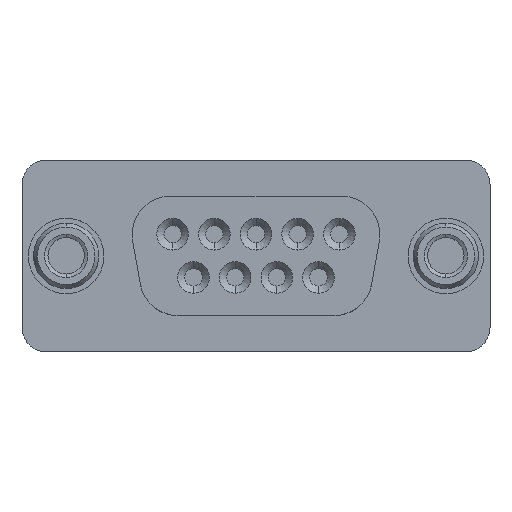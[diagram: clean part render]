
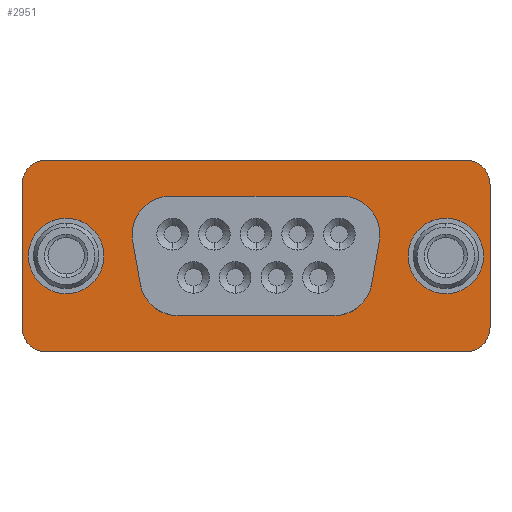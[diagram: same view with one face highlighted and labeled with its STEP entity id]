
A CAD part, top view. The second image highlights one B-rep face of the part: STEP entity #2951.
In plain terms, the highlighted planar face has unit normal (0, 0, 1).
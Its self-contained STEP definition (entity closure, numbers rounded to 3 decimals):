
#830=DIRECTION('',(1.,0.,0.));
#831=VECTOR('',#830,27.661);
#832=CARTESIAN_POINT('',(-13.83,-6.299,-6.172));
#833=LINE('',#832,#831);
#966=CARTESIAN_POINT('',(13.83,4.724,-6.172));
#967=DIRECTION('',(0.,0.,1.));
#968=DIRECTION('',(1.,0.,0.));
#969=AXIS2_PLACEMENT_3D('',#966,#967,#968);
#971=CARTESIAN_POINT('',(13.83,-4.724,-6.172));
#972=DIRECTION('',(0.,0.,1.));
#973=DIRECTION('',(0.,-1.,0.));
#974=AXIS2_PLACEMENT_3D('',#971,#972,#973);
#976=CARTESIAN_POINT('',(-13.83,-4.724,-6.172));
#977=DIRECTION('',(0.,0.,1.));
#978=DIRECTION('',(-1.,0.,0.));
#979=AXIS2_PLACEMENT_3D('',#976,#977,#978);
#981=CARTESIAN_POINT('',(-13.83,4.724,-6.172));
#982=DIRECTION('',(0.,0.,1.));
#983=DIRECTION('',(0.,1.,0.));
#984=AXIS2_PLACEMENT_3D('',#981,#982,#983);
#986=DIRECTION('',(1.,0.,0.));
#987=VECTOR('',#986,27.661);
#988=CARTESIAN_POINT('',(-13.83,6.299,-6.172));
#989=LINE('',#988,#987);
#990=CARTESIAN_POINT('',(12.497,0.,-6.172));
#991=DIRECTION('',(0.,0.,1.));
#992=DIRECTION('',(1.,0.,0.));
#993=AXIS2_PLACEMENT_3D('',#990,#991,#992);
#995=CARTESIAN_POINT('',(12.497,0.,-6.172));
#996=DIRECTION('',(0.,0.,1.));
#997=DIRECTION('',(-1.,0.,0.));
#998=AXIS2_PLACEMENT_3D('',#995,#996,#997);
#1000=CARTESIAN_POINT('',(-12.497,0.,-6.172));
#1001=DIRECTION('',(0.,0.,1.));
#1002=DIRECTION('',(1.,0.,0.));
#1003=AXIS2_PLACEMENT_3D('',#1000,#1001,#1002);
#1005=CARTESIAN_POINT('',(-12.497,0.,-6.172));
#1006=DIRECTION('',(0.,0.,1.));
#1007=DIRECTION('',(-1.,0.,0.));
#1008=AXIS2_PLACEMENT_3D('',#1005,#1006,#1007);
#1018=DIRECTION('',(0.,-1.,0.));
#1019=VECTOR('',#1018,9.449);
#1020=CARTESIAN_POINT('',(15.405,4.724,-6.172));
#1021=LINE('',#1020,#1019);
#1093=DIRECTION('',(0.,-1.,0.));
#1094=VECTOR('',#1093,9.449);
#1095=CARTESIAN_POINT('',(-15.405,4.724,-6.172));
#1096=LINE('',#1095,#1094);
#1474=CARTESIAN_POINT('',(15.405,4.724,-6.172));
#1475=CARTESIAN_POINT('',(13.83,6.299,-6.172));
#1476=VERTEX_POINT('',#1474);
#1477=VERTEX_POINT('',#1475);
#1486=CARTESIAN_POINT('',(13.83,-6.299,-6.172));
#1487=VERTEX_POINT('',#1486);
#1488=CARTESIAN_POINT('',(15.405,-4.724,-6.172));
#1489=VERTEX_POINT('',#1488);
#1494=CARTESIAN_POINT('',(-13.83,6.299,-6.172));
#1495=VERTEX_POINT('',#1494);
#1496=CARTESIAN_POINT('',(-15.405,4.724,-6.172));
#1497=VERTEX_POINT('',#1496);
#1498=CARTESIAN_POINT('',(-15.405,-4.724,-6.172));
#1499=CARTESIAN_POINT('',(-13.83,-6.299,-6.172));
#1500=VERTEX_POINT('',#1498);
#1501=VERTEX_POINT('',#1499);
#1842=CARTESIAN_POINT('',(14.986,0.,-6.172));
#1843=CARTESIAN_POINT('',(10.008,0.,-6.172));
#1844=VERTEX_POINT('',#1842);
#1845=VERTEX_POINT('',#1843);
#1846=CARTESIAN_POINT('',(-10.008,0.,-6.172));
#1847=CARTESIAN_POINT('',(-14.986,0.,-6.172));
#1848=VERTEX_POINT('',#1846);
#1849=VERTEX_POINT('',#1847);
#2919=CARTESIAN_POINT('',(-15.405,6.299,-6.172));
#2920=DIRECTION('',(0.,0.,1.));
#2921=DIRECTION('',(0.,-1.,0.));
#2922=AXIS2_PLACEMENT_3D('',#2919,#2920,#2921);
#2923=PLANE('',#2922);
#2925=ORIENTED_EDGE('',*,*,#2924,.F.);
#2927=ORIENTED_EDGE('',*,*,#2926,.T.);
#2928=ORIENTED_EDGE('',*,*,#2912,.F.);
#2929=ORIENTED_EDGE('',*,*,#2725,.F.);
#2931=ORIENTED_EDGE('',*,*,#2930,.F.);
#2933=ORIENTED_EDGE('',*,*,#2932,.F.);
#2935=ORIENTED_EDGE('',*,*,#2934,.F.);
#2936=ORIENTED_EDGE('',*,*,#2497,.T.);
#2937=EDGE_LOOP('',(#2925,#2927,#2928,#2929,#2931,#2933,#2935,#2936));
#2938=FACE_OUTER_BOUND('',#2937,.F.);
#2940=ORIENTED_EDGE('',*,*,#2939,.T.);
#2942=ORIENTED_EDGE('',*,*,#2941,.T.);
#2943=EDGE_LOOP('',(#2940,#2942));
#2944=FACE_BOUND('',#2943,.F.);
#2946=ORIENTED_EDGE('',*,*,#2945,.T.);
#2948=ORIENTED_EDGE('',*,*,#2947,.T.);
#2949=EDGE_LOOP('',(#2946,#2948));
#2950=FACE_BOUND('',#2949,.F.);
#2951=ADVANCED_FACE('',(#2938,#2944,#2950),#2923,.T.);
#970=CIRCLE('',#969,1.575);
#975=CIRCLE('',#974,1.575);
#980=CIRCLE('',#979,1.575);
#985=CIRCLE('',#984,1.575);
#994=CIRCLE('',#993,2.489);
#999=CIRCLE('',#998,2.489);
#1004=CIRCLE('',#1003,2.489);
#1009=CIRCLE('',#1008,2.489);
#2497=EDGE_CURVE('',#1495,#1477,#989,.T.);
#2725=EDGE_CURVE('',#1501,#1487,#833,.T.);
#2912=EDGE_CURVE('',#1487,#1489,#975,.T.);
#2924=EDGE_CURVE('',#1476,#1477,#970,.T.);
#2926=EDGE_CURVE('',#1476,#1489,#1021,.T.);
#2930=EDGE_CURVE('',#1500,#1501,#980,.T.);
#2932=EDGE_CURVE('',#1497,#1500,#1096,.T.);
#2934=EDGE_CURVE('',#1495,#1497,#985,.T.);
#2939=EDGE_CURVE('',#1844,#1845,#994,.T.);
#2941=EDGE_CURVE('',#1845,#1844,#999,.T.);
#2945=EDGE_CURVE('',#1848,#1849,#1004,.T.);
#2947=EDGE_CURVE('',#1849,#1848,#1009,.T.);
